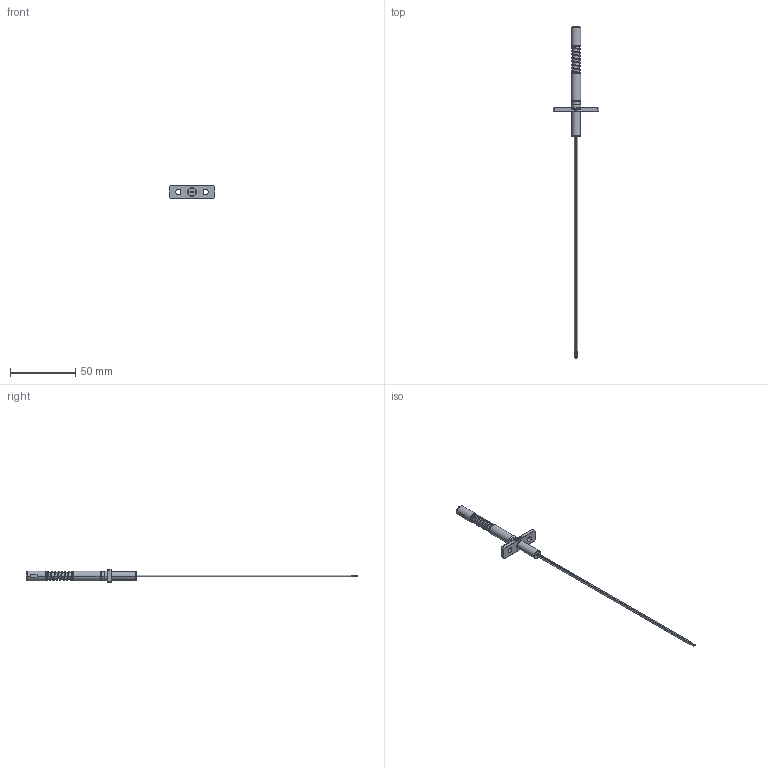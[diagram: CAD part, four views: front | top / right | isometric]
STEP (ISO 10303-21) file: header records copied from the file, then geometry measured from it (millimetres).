
FILE_DESCRIPTION (( 'STEP AP203' ), '1' );
FILE_NAME ('INGUN_TKS-692_102_650_N_xx29_T4.STEP', '2025-11-25T08:45:26', ( '' ), ( '' ), 'SwSTEP 2.0', 'SolidWorks 2023', '' );
FILE_SCHEMA (( 'CONFIG_CONTROL_DESIGN' ));
Length unit declared in the file: millimetre
Products named in the file (1): INGUN_TKS-692_102_650_N_xx29_T4
Bounding box: 35 x 254.99 x 10 mm (x, y, z)
Volume: 4381.4 mm3; surface area: 4514.2 mm2
Topology: 1 solids, 1 shells, 154 faces, 377 edges, 242 vertices
Faces by surface type: plane 92, cylinder 49, torus 7, cone 4, bspline 2
Entity records: 7183 total; most frequent: CARTESIAN_POINT 3363, DIRECTION 808, ORIENTED_EDGE 754, EDGE_CURVE 377, AXIS2_PLACEMENT_3D 281, LINE 246, VECTOR 246, VERTEX_POINT 242
